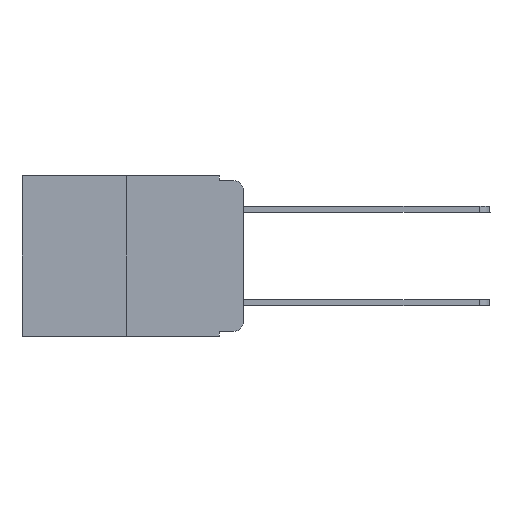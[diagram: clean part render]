
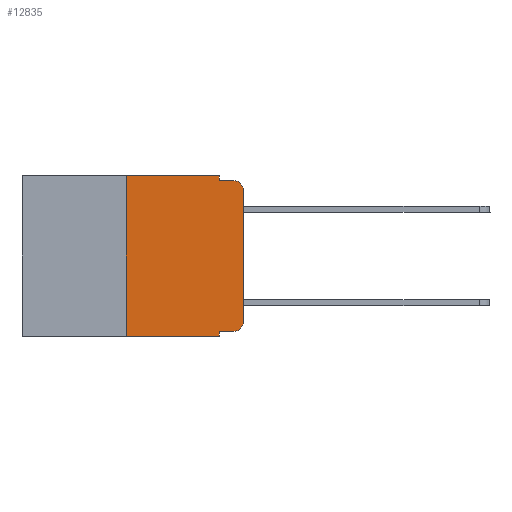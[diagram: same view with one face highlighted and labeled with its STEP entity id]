
A CAD part, left-side view. The second image highlights one B-rep face of the part: STEP entity #12835.
In plain terms, the highlighted planar face has unit normal (-1, 0, 0).
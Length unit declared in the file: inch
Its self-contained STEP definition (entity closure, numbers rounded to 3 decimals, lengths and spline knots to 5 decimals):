
#74 = CARTESIAN_POINT ( 'NONE',  ( 0., 0., 0. ) ) ;
#180 = VECTOR ( 'NONE', #5107, 39.37008 ) ;
#696 = LINE ( 'NONE', #22732, #8337 ) ;
#897 = ORIENTED_EDGE ( 'NONE', *, *, #12179, .T. ) ;
#1236 = ORIENTED_EDGE ( 'NONE', *, *, #5062, .T. ) ;
#2304 = VERTEX_POINT ( 'NONE', #15878 ) ;
#2409 = DIRECTION ( 'NONE',  ( 0., 0., -1. ) ) ;
#2615 = CARTESIAN_POINT ( 'NONE',  ( 0., 0.473, 0. ) ) ;
#3053 = CARTESIAN_POINT ( 'NONE',  ( 0., 0.051, 0. ) ) ;
#3639 = LINE ( 'NONE', #22534, #8398 ) ;
#3787 = DIRECTION ( 'NONE',  ( -1., 0., 0. ) ) ;
#4010 = DIRECTION ( 'NONE',  ( 0., -1., 0. ) ) ;
#4295 = VECTOR ( 'NONE', #8692, 39.37008 ) ;
#5062 = EDGE_CURVE ( 'NONE', #2304, #13128, #16343, .T. ) ;
#5107 = DIRECTION ( 'NONE',  ( 0., 0., -1. ) ) ;
#5182 = CARTESIAN_POINT ( 'NONE',  ( 0., 0., -0.313 ) ) ;
#5202 = VERTEX_POINT ( 'NONE', #22500 ) ;
#5382 = CARTESIAN_POINT ( 'NONE',  ( 0., 0.02, -0.01 ) ) ;
#5893 = ORIENTED_EDGE ( 'NONE', *, *, #16982, .F. ) ;
#6077 = ORIENTED_EDGE ( 'NONE', *, *, #14932, .F. ) ;
#6251 = AXIS2_PLACEMENT_3D ( 'NONE', #2615, #10545, #20730 ) ;
#7633 = AXIS2_PLACEMENT_3D ( 'NONE', #10833, #23122, #13048 ) ;
#7715 = EDGE_CURVE ( 'NONE', #13128, #18577, #22505, .T. ) ;
#8080 = VERTEX_POINT ( 'NONE', #5382 ) ;
#8159 = ORIENTED_EDGE ( 'NONE', *, *, #7715, .T. ) ;
#8337 = VECTOR ( 'NONE', #2409, 39.37008 ) ;
#8377 = EDGE_LOOP ( 'NONE', ( #8159, #13081, #22096, #9116, #5893, #6077, #897, #13292, #14516, #1236 ) ) ;
#8398 = VECTOR ( 'NONE', #24565, 39.37008 ) ;
#8496 = LINE ( 'NONE', #24148, #23422 ) ;
#8692 = DIRECTION ( 'NONE',  ( 0., -1., 0. ) ) ;
#9116 = ORIENTED_EDGE ( 'NONE', *, *, #11486, .F. ) ;
#9726 = VERTEX_POINT ( 'NONE', #11334 ) ;
#9921 = DIRECTION ( 'NONE',  ( 0., 0., -1. ) ) ;
#9933 = EDGE_CURVE ( 'NONE', #14408, #8080, #20224, .T. ) ;
#10373 = EDGE_CURVE ( 'NONE', #5202, #2304, #17062, .T. ) ;
#10545 = DIRECTION ( 'NONE',  ( 1., 0., 0. ) ) ;
#10833 = CARTESIAN_POINT ( 'NONE',  ( 0., 0.02, -0.03 ) ) ;
#11245 = AXIS2_PLACEMENT_3D ( 'NONE', #22150, #3787, #9921 ) ;
#11334 = CARTESIAN_POINT ( 'NONE',  ( 0., 0.051, 0. ) ) ;
#11486 = EDGE_CURVE ( 'NONE', #9726, #14408, #16405, .T. ) ;
#11669 = VECTOR ( 'NONE', #21834, 39.37008 ) ;
#11964 = LINE ( 'NONE', #20852, #4295 ) ;
#12179 = EDGE_CURVE ( 'NONE', #19635, #15924, #3639, .T. ) ;
#12835 = ADVANCED_FACE ( 'NONE', ( #22635 ), #14533, .F. ) ;
#13048 = DIRECTION ( 'NONE',  ( 0., 0., -1. ) ) ;
#13081 = ORIENTED_EDGE ( 'NONE', *, *, #15769, .T. ) ;
#13128 = VERTEX_POINT ( 'NONE', #5182 ) ;
#13216 = CARTESIAN_POINT ( 'NONE',  ( 0., 0.051, -0.343 ) ) ;
#13292 = ORIENTED_EDGE ( 'NONE', *, *, #13345, .F. ) ;
#13345 = EDGE_CURVE ( 'NONE', #5202, #15924, #696, .T. ) ;
#13810 = CARTESIAN_POINT ( 'NONE',  ( 0., 0.25, 0. ) ) ;
#14408 = VERTEX_POINT ( 'NONE', #18030 ) ;
#14516 = ORIENTED_EDGE ( 'NONE', *, *, #10373, .T. ) ;
#14533 = PLANE ( 'NONE',  #6251 ) ;
#14932 = EDGE_CURVE ( 'NONE', #19635, #20667, #8496, .T. ) ;
#15217 = VECTOR ( 'NONE', #18467, 39.37008 ) ;
#15769 = EDGE_CURVE ( 'NONE', #18577, #8080, #17696, .T. ) ;
#15878 = CARTESIAN_POINT ( 'NONE',  ( 0., 0.02, -0.333 ) ) ;
#15924 = VERTEX_POINT ( 'NONE', #13216 ) ;
#16306 = CARTESIAN_POINT ( 'NONE',  ( 0., 0.051, -0.01 ) ) ;
#16343 = CIRCLE ( 'NONE', #11245, 0.02 ) ;
#16405 = LINE ( 'NONE', #3053, #180 ) ;
#16982 = EDGE_CURVE ( 'NONE', #20667, #9726, #11964, .T. ) ;
#17062 = LINE ( 'NONE', #23691, #11669 ) ;
#17696 = CIRCLE ( 'NONE', #7633, 0.02 ) ;
#18030 = CARTESIAN_POINT ( 'NONE',  ( 0., 0.051, -0.01 ) ) ;
#18467 = DIRECTION ( 'NONE',  ( 0., 0., 1. ) ) ;
#18577 = VERTEX_POINT ( 'NONE', #18801 ) ;
#18801 = CARTESIAN_POINT ( 'NONE',  ( 0., 0., -0.03 ) ) ;
#19587 = VECTOR ( 'NONE', #4010, 39.37008 ) ;
#19635 = VERTEX_POINT ( 'NONE', #23315 ) ;
#20224 = LINE ( 'NONE', #16306, #19587 ) ;
#20667 = VERTEX_POINT ( 'NONE', #13810 ) ;
#20730 = DIRECTION ( 'NONE',  ( 0., 0., -1. ) ) ;
#20852 = CARTESIAN_POINT ( 'NONE',  ( 0., 0.473, 0. ) ) ;
#21834 = DIRECTION ( 'NONE',  ( 0., -1., 0. ) ) ;
#22096 = ORIENTED_EDGE ( 'NONE', *, *, #9933, .F. ) ;
#22150 = CARTESIAN_POINT ( 'NONE',  ( 0., 0.02, -0.313 ) ) ;
#22500 = CARTESIAN_POINT ( 'NONE',  ( 0., 0.051, -0.333 ) ) ;
#22505 = LINE ( 'NONE', #74, #15217 ) ;
#22534 = CARTESIAN_POINT ( 'NONE',  ( 0., 0.473, -0.343 ) ) ;
#22635 = FACE_OUTER_BOUND ( 'NONE', #8377, .T. ) ;
#22732 = CARTESIAN_POINT ( 'NONE',  ( 0., 0.051, 0. ) ) ;
#23122 = DIRECTION ( 'NONE',  ( -1., 0., 0. ) ) ;
#23315 = CARTESIAN_POINT ( 'NONE',  ( 0., 0.25, -0.343 ) ) ;
#23422 = VECTOR ( 'NONE', #23972, 39.37008 ) ;
#23691 = CARTESIAN_POINT ( 'NONE',  ( 0., 0.051, -0.333 ) ) ;
#23972 = DIRECTION ( 'NONE',  ( 0., 0., 1. ) ) ;
#24148 = CARTESIAN_POINT ( 'NONE',  ( 0., 0.25, 0. ) ) ;
#24565 = DIRECTION ( 'NONE',  ( 0., -1., 0. ) ) ;
